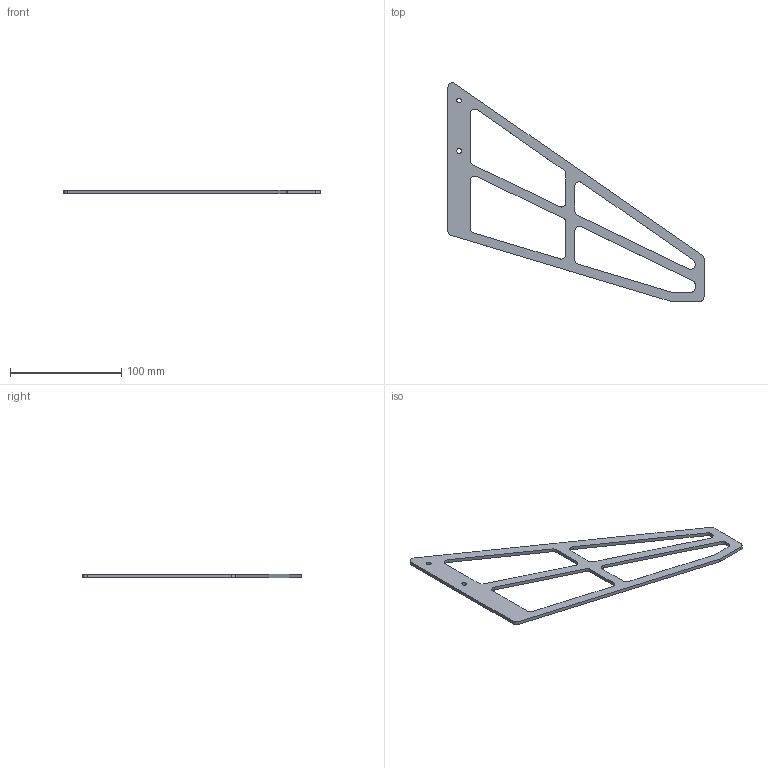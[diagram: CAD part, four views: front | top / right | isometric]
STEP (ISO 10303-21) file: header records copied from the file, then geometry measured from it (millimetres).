
FILE_DESCRIPTION (( 'STEP AP203' ), '1' );
FILE_NAME ('栺颬鳹鳿僗闉_01_11_2023.STEP', '2023-11-01T20:39:22', ( 'Sofia' ), ( 'HP' ), 'SwSTEP 2.0', 'SolidWorks 2023', '' );
FILE_SCHEMA (( 'CONFIG_CONTROL_DESIGN' ));
Length unit declared in the file: millimetre
Products named in the file (1): Стабилизатор_01_11_2023
Bounding box: 230 x 196.34 x 3 mm (x, y, z)
Volume: 27292.4 mm3; surface area: 23613.9 mm2
Topology: 1 solids, 1 shells, 50 faces, 144 edges, 96 vertices
Faces by surface type: cylinder 26, plane 24
Entity records: 1761 total; most frequent: DIRECTION 298, CARTESIAN_POINT 291, ORIENTED_EDGE 288, EDGE_CURVE 144, AXIS2_PLACEMENT_3D 103, VERTEX_POINT 96, LINE 92, VECTOR 92
